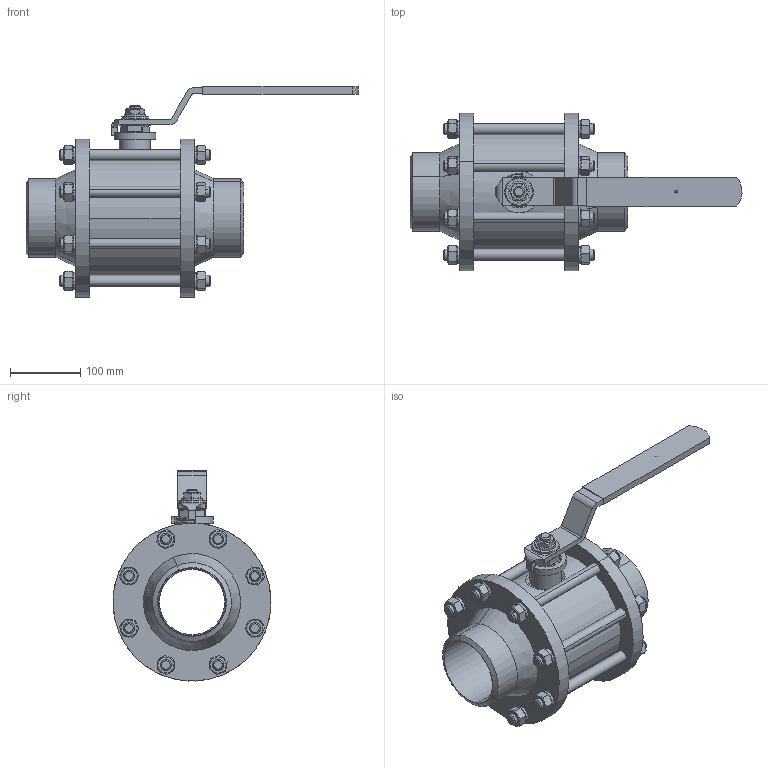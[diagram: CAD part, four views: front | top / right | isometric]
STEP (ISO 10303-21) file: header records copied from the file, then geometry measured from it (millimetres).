
FILE_DESCRIPTION((''),'2;1');
FILE_NAME('ÔÁ39 020 100 000.stp','2012-05-04T15:56:38',('Ãîíòàðåâ ÏÃ'),(''),'Autodesk Inventor 9','Autodesk Inventor 9','');
FILE_SCHEMA(('AUTOMOTIVE_DESIGN { 1 0 10303 214 1 1 1 1 }'));
Length unit declared in the file: millimetre
Products named in the file (1): 埡39 020 100 000
Bounding box: 472.58 x 224.79 x 298.94 mm (x, y, z)
Volume: 3517383.2 mm3; surface area: 685589.3 mm2
Topology: 2 solids, 25 shells, 930 faces, 2427 edges, 1551 vertices
Faces by surface type: plane 351, cylinder 318, cone 202, bspline 35, torus 16, sphere 8
Entity records: 29940 total; most frequent: CARTESIAN_POINT 6980, DIRECTION 5046, ORIENTED_EDGE 4842, EDGE_CURVE 2421, AXIS2_PLACEMENT_3D 2060, VERTEX_POINT 1549, EDGE_LOOP 1046, CIRCLE 1036
